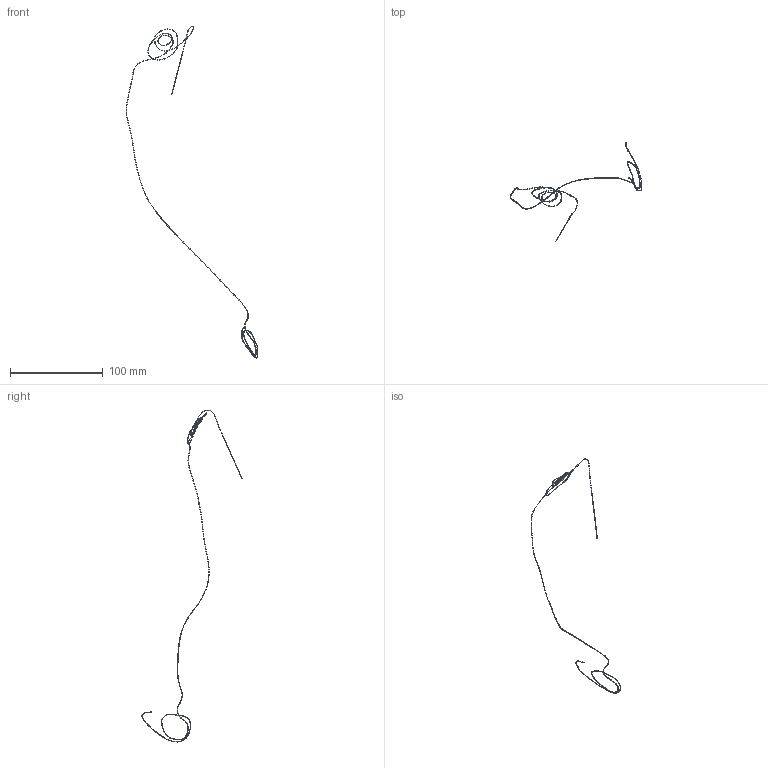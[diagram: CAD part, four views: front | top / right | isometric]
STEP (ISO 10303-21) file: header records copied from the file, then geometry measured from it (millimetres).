
FILE_DESCRIPTION(('STEP AP214'),'1');
FILE_NAME('Adult_DBS_03_Lead_Left.step','2024-02-05T22:00:37',(' '),('ANSOFT Corporation'),'Spatial InterOp 3D',' ',' ');
FILE_SCHEMA(('AUTOMOTIVE_DESIGN { 1 0 10303 214 1 1 1 1 }'));
Length unit declared in the file: millimetre
Products named in the file (1): Lead_left
Bounding box: 142.33 x 108.19 x 358.26 mm (x, y, z)
Volume: 186.2 mm3; surface area: 1490.2 mm2
Topology: 1 solids, 1 shells, 1102 faces, 2815 edges, 1715 vertices
Faces by surface type: cylinder 1100, plane 2
Entity records: 33698 total; most frequent: DIRECTION 6736, CARTESIAN_POINT 5633, ORIENTED_EDGE 5630, AXIS2_PLACEMENT_3D 2818, EDGE_CURVE 2815, VERTEX_POINT 1715, ELLIPSE 1479, ADVANCED_FACE 1102
